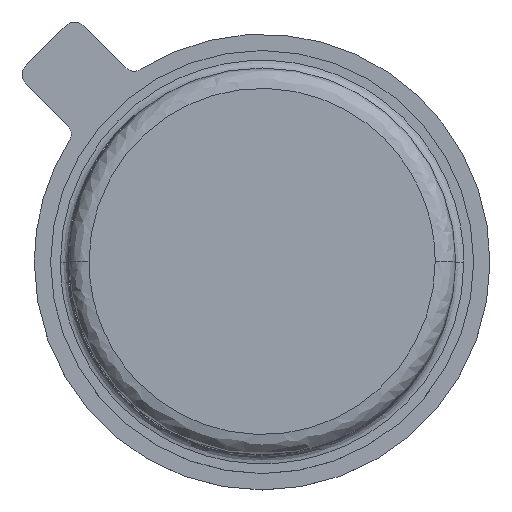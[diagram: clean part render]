
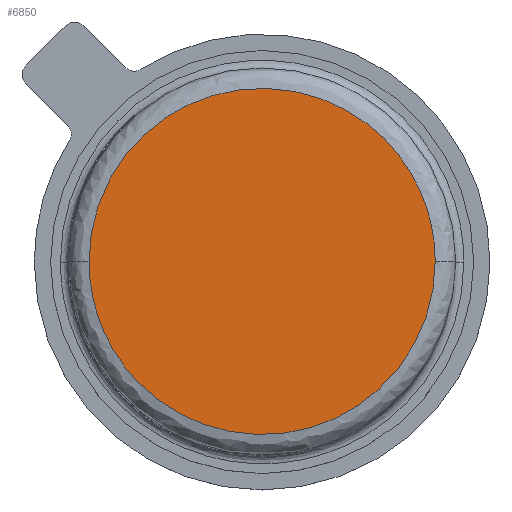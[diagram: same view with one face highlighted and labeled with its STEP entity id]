
A CAD part, top view. The second image highlights one B-rep face of the part: STEP entity #6850.
In plain terms, the highlighted planar face has unit normal (0, 0, 1).
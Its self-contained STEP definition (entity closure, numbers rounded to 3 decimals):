
#33 = VERTEX_POINT('',#34);
#34 = CARTESIAN_POINT('',(-2.118,0.,4.865));
#41 = EDGE_CURVE('',#33,#42,#44,.T.);
#42 = VERTEX_POINT('',#43);
#43 = CARTESIAN_POINT('',(2.118,0.,4.865));
#44 = ( BOUNDED_CURVE() B_SPLINE_CURVE(3,(#45,#46,#47,#48),
.UNSPECIFIED.,.F.,.F.) B_SPLINE_CURVE_WITH_KNOTS((4,4),(0.5,1.),
.PIECEWISE_BEZIER_KNOTS.) CURVE() GEOMETRIC_REPRESENTATION_ITEM() 
RATIONAL_B_SPLINE_CURVE((1.,0.333,0.333,1.)) 
REPRESENTATION_ITEM('') );
#45 = CARTESIAN_POINT('',(-2.118,0.,4.865));
#46 = CARTESIAN_POINT('',(-2.118,4.235,4.865));
#47 = CARTESIAN_POINT('',(2.118,4.235,4.865));
#48 = CARTESIAN_POINT('',(2.118,0.,4.865));
#2761 = EDGE_CURVE('',#42,#33,#2762,.T.);
#2762 = ( BOUNDED_CURVE() B_SPLINE_CURVE(3,(#2763,#2764,#2765,#2766),
.UNSPECIFIED.,.F.,.F.) B_SPLINE_CURVE_WITH_KNOTS((4,4),(0.,0.5),
.PIECEWISE_BEZIER_KNOTS.) CURVE() GEOMETRIC_REPRESENTATION_ITEM() 
RATIONAL_B_SPLINE_CURVE((1.,0.333,0.333,1.)) 
REPRESENTATION_ITEM('') );
#2763 = CARTESIAN_POINT('',(2.118,0.,4.865));
#2764 = CARTESIAN_POINT('',(2.118,-4.235,4.865));
#2765 = CARTESIAN_POINT('',(-2.118,-4.235,4.865));
#2766 = CARTESIAN_POINT('',(-2.118,0.,4.865));
#6850 = ADVANCED_FACE('',(#6851),#6855,.F.);
#6851 = FACE_BOUND('',#6852,.T.);
#6852 = EDGE_LOOP('',(#6853,#6854));
#6853 = ORIENTED_EDGE('',*,*,#2761,.F.);
#6854 = ORIENTED_EDGE('',*,*,#41,.F.);
#6855 = PLANE('',#6856);
#6856 = AXIS2_PLACEMENT_3D('',#6857,#6858,#6859);
#6857 = CARTESIAN_POINT('',(0.,0.,4.865));
#6858 = DIRECTION('',(0.,0.,-1.));
#6859 = DIRECTION('',(1.,0.,0.));
